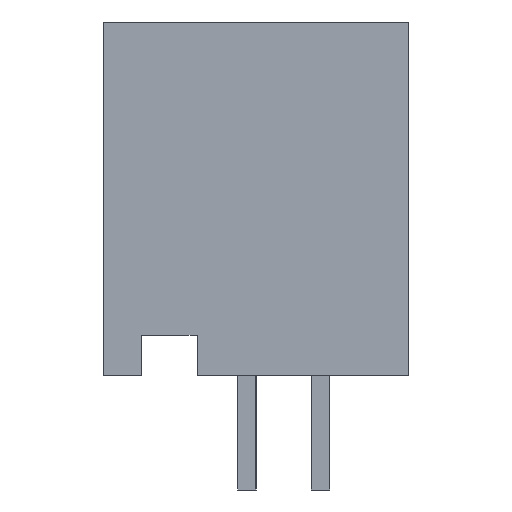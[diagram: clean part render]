
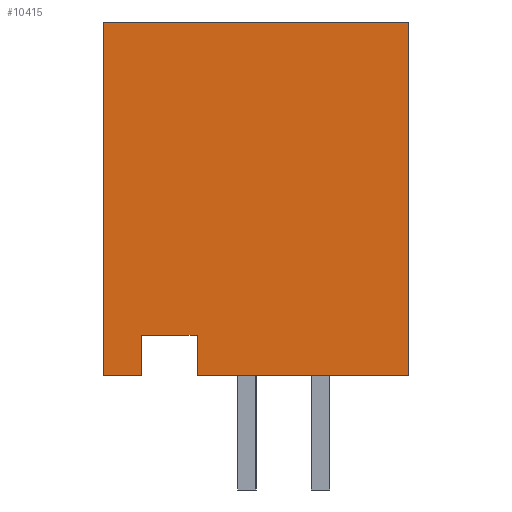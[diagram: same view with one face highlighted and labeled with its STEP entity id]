
A CAD part, left-side view. The second image highlights one B-rep face of the part: STEP entity #10415.
In plain terms, the highlighted planar face has unit normal (-1, 0, 0).
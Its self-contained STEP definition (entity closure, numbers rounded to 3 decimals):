
#667 = PLANE('',#668);
#668 = AXIS2_PLACEMENT_3D('',#669,#670,#671);
#669 = CARTESIAN_POINT('',(-2.,3.9,9.6));
#670 = DIRECTION('',(0.,-1.,0.));
#671 = DIRECTION('',(0.,0.,1.));
#831 = PLANE('',#832);
#832 = AXIS2_PLACEMENT_3D('',#833,#834,#835);
#833 = CARTESIAN_POINT('',(-2.,1.35,0.));
#834 = DIRECTION('',(0.,0.,1.));
#835 = DIRECTION('',(0.,1.,0.));
#2680 = VERTEX_POINT('',#2681);
#2681 = CARTESIAN_POINT('',(-2.,-4.4,0.));
#2695 = PLANE('',#2696);
#2696 = AXIS2_PLACEMENT_3D('',#2697,#2698,#2699);
#2697 = CARTESIAN_POINT('',(-2.,-4.4,9.6));
#2698 = DIRECTION('',(0.,1.,0.));
#2699 = DIRECTION('',(-1.,0.,0.));
#2707 = EDGE_CURVE('',#2708,#2680,#2710,.T.);
#2708 = VERTEX_POINT('',#2709);
#2709 = CARTESIAN_POINT('',(-2.,1.35,0.));
#2710 = SURFACE_CURVE('',#2711,(#2715,#2722),.PCURVE_S1.);
#2711 = LINE('',#2712,#2713);
#2712 = CARTESIAN_POINT('',(-2.,1.35,0.));
#2713 = VECTOR('',#2714,1.);
#2714 = DIRECTION('',(0.,-1.,0.));
#2715 = PCURVE('',#831,#2716);
#2716 = DEFINITIONAL_REPRESENTATION('',(#2717),#2721);
#2717 = LINE('',#2718,#2719);
#2718 = CARTESIAN_POINT('',(0.,0.));
#2719 = VECTOR('',#2720,1.);
#2720 = DIRECTION('',(-1.,0.));
#2721 = ( GEOMETRIC_REPRESENTATION_CONTEXT(2) 
PARAMETRIC_REPRESENTATION_CONTEXT() REPRESENTATION_CONTEXT('2D SPACE',''
  ) );
#2722 = PCURVE('',#2723,#2728);
#2723 = PLANE('',#2724);
#2724 = AXIS2_PLACEMENT_3D('',#2725,#2726,#2727);
#2725 = CARTESIAN_POINT('',(-2.,3.9,9.6));
#2726 = DIRECTION('',(-1.,0.,0.));
#2727 = DIRECTION('',(0.,-1.,0.));
#2728 = DEFINITIONAL_REPRESENTATION('',(#2729),#2733);
#2729 = LINE('',#2730,#2731);
#2730 = CARTESIAN_POINT('',(2.55,-9.6));
#2731 = VECTOR('',#2732,1.);
#2732 = DIRECTION('',(1.,0.));
#2733 = ( GEOMETRIC_REPRESENTATION_CONTEXT(2) 
PARAMETRIC_REPRESENTATION_CONTEXT() REPRESENTATION_CONTEXT('2D SPACE',''
  ) );
#2749 = PLANE('',#2750);
#2750 = AXIS2_PLACEMENT_3D('',#2751,#2752,#2753);
#2751 = CARTESIAN_POINT('',(-2.,1.35,0.));
#2752 = DIRECTION('',(0.,-1.,0.));
#2753 = DIRECTION('',(1.,0.,0.));
#8746 = PLANE('',#8747);
#8747 = AXIS2_PLACEMENT_3D('',#8748,#8749,#8750);
#8748 = CARTESIAN_POINT('',(-2.,3.9,9.6));
#8749 = DIRECTION('',(0.,0.,-1.));
#8750 = DIRECTION('',(0.,-1.,0.));
#8794 = VERTEX_POINT('',#8795);
#8795 = CARTESIAN_POINT('',(-2.,3.9,9.6));
#8816 = EDGE_CURVE('',#8817,#8794,#8819,.T.);
#8817 = VERTEX_POINT('',#8818);
#8818 = CARTESIAN_POINT('',(-2.,-4.4,9.6));
#8819 = SURFACE_CURVE('',#8820,(#8824,#8831),.PCURVE_S1.);
#8820 = LINE('',#8821,#8822);
#8821 = CARTESIAN_POINT('',(-2.,3.9,9.6));
#8822 = VECTOR('',#8823,1.);
#8823 = DIRECTION('',(0.,1.,0.));
#8824 = PCURVE('',#8746,#8825);
#8825 = DEFINITIONAL_REPRESENTATION('',(#8826),#8830);
#8826 = LINE('',#8827,#8828);
#8827 = CARTESIAN_POINT('',(0.,0.));
#8828 = VECTOR('',#8829,1.);
#8829 = DIRECTION('',(-1.,0.));
#8830 = ( GEOMETRIC_REPRESENTATION_CONTEXT(2) 
PARAMETRIC_REPRESENTATION_CONTEXT() REPRESENTATION_CONTEXT('2D SPACE',''
  ) );
#8831 = PCURVE('',#2723,#8832);
#8832 = DEFINITIONAL_REPRESENTATION('',(#8833),#8837);
#8833 = LINE('',#8834,#8835);
#8834 = CARTESIAN_POINT('',(0.,0.));
#8835 = VECTOR('',#8836,1.);
#8836 = DIRECTION('',(-1.,0.));
#8837 = ( GEOMETRIC_REPRESENTATION_CONTEXT(2) 
PARAMETRIC_REPRESENTATION_CONTEXT() REPRESENTATION_CONTEXT('2D SPACE',''
  ) );
#9800 = VERTEX_POINT('',#9801);
#9801 = CARTESIAN_POINT('',(-2.,3.9,0.));
#9815 = PLANE('',#9816);
#9816 = AXIS2_PLACEMENT_3D('',#9817,#9818,#9819);
#9817 = CARTESIAN_POINT('',(-2.,3.9,0.));
#9818 = DIRECTION('',(0.,0.,1.));
#9819 = DIRECTION('',(0.,1.,0.));
#9827 = EDGE_CURVE('',#8794,#9800,#9828,.T.);
#9828 = SURFACE_CURVE('',#9829,(#9833,#9840),.PCURVE_S1.);
#9829 = LINE('',#9830,#9831);
#9830 = CARTESIAN_POINT('',(-2.,3.9,9.6));
#9831 = VECTOR('',#9832,1.);
#9832 = DIRECTION('',(0.,0.,-1.));
#9833 = PCURVE('',#667,#9834);
#9834 = DEFINITIONAL_REPRESENTATION('',(#9835),#9839);
#9835 = LINE('',#9836,#9837);
#9836 = CARTESIAN_POINT('',(0.,0.));
#9837 = VECTOR('',#9838,1.);
#9838 = DIRECTION('',(-1.,0.));
#9839 = ( GEOMETRIC_REPRESENTATION_CONTEXT(2) 
PARAMETRIC_REPRESENTATION_CONTEXT() REPRESENTATION_CONTEXT('2D SPACE',''
  ) );
#9840 = PCURVE('',#2723,#9841);
#9841 = DEFINITIONAL_REPRESENTATION('',(#9842),#9846);
#9842 = LINE('',#9843,#9844);
#9843 = CARTESIAN_POINT('',(0.,0.));
#9844 = VECTOR('',#9845,1.);
#9845 = DIRECTION('',(0.,-1.));
#9846 = ( GEOMETRIC_REPRESENTATION_CONTEXT(2) 
PARAMETRIC_REPRESENTATION_CONTEXT() REPRESENTATION_CONTEXT('2D SPACE',''
  ) );
#9897 = VERTEX_POINT('',#9898);
#9898 = CARTESIAN_POINT('',(-2.,2.85,0.));
#9912 = PLANE('',#9913);
#9913 = AXIS2_PLACEMENT_3D('',#9914,#9915,#9916);
#9914 = CARTESIAN_POINT('',(-2.,2.85,0.));
#9915 = DIRECTION('',(0.,1.,0.));
#9916 = DIRECTION('',(-1.,0.,0.));
#9924 = EDGE_CURVE('',#9800,#9897,#9925,.T.);
#9925 = SURFACE_CURVE('',#9926,(#9930,#9937),.PCURVE_S1.);
#9926 = LINE('',#9927,#9928);
#9927 = CARTESIAN_POINT('',(-2.,3.9,0.));
#9928 = VECTOR('',#9929,1.);
#9929 = DIRECTION('',(0.,-1.,0.));
#9930 = PCURVE('',#9815,#9931);
#9931 = DEFINITIONAL_REPRESENTATION('',(#9932),#9936);
#9932 = LINE('',#9933,#9934);
#9933 = CARTESIAN_POINT('',(0.,0.));
#9934 = VECTOR('',#9935,1.);
#9935 = DIRECTION('',(-1.,0.));
#9936 = ( GEOMETRIC_REPRESENTATION_CONTEXT(2) 
PARAMETRIC_REPRESENTATION_CONTEXT() REPRESENTATION_CONTEXT('2D SPACE',''
  ) );
#9937 = PCURVE('',#2723,#9938);
#9938 = DEFINITIONAL_REPRESENTATION('',(#9939),#9943);
#9939 = LINE('',#9940,#9941);
#9940 = CARTESIAN_POINT('',(0.,-9.6));
#9941 = VECTOR('',#9942,1.);
#9942 = DIRECTION('',(1.,0.));
#9943 = ( GEOMETRIC_REPRESENTATION_CONTEXT(2) 
PARAMETRIC_REPRESENTATION_CONTEXT() REPRESENTATION_CONTEXT('2D SPACE',''
  ) );
#9973 = VERTEX_POINT('',#9974);
#9974 = CARTESIAN_POINT('',(-2.,2.85,1.1));
#9988 = PLANE('',#9989);
#9989 = AXIS2_PLACEMENT_3D('',#9990,#9991,#9992);
#9990 = CARTESIAN_POINT('',(-2.,2.85,1.1));
#9991 = DIRECTION('',(0.,0.,1.));
#9992 = DIRECTION('',(0.,1.,0.));
#10000 = EDGE_CURVE('',#9897,#9973,#10001,.T.);
#10001 = SURFACE_CURVE('',#10002,(#10006,#10013),.PCURVE_S1.);
#10002 = LINE('',#10003,#10004);
#10003 = CARTESIAN_POINT('',(-2.,2.85,0.));
#10004 = VECTOR('',#10005,1.);
#10005 = DIRECTION('',(0.,0.,1.));
#10006 = PCURVE('',#9912,#10007);
#10007 = DEFINITIONAL_REPRESENTATION('',(#10008),#10012);
#10008 = LINE('',#10009,#10010);
#10009 = CARTESIAN_POINT('',(0.,0.));
#10010 = VECTOR('',#10011,1.);
#10011 = DIRECTION('',(0.,1.));
#10012 = ( GEOMETRIC_REPRESENTATION_CONTEXT(2) 
PARAMETRIC_REPRESENTATION_CONTEXT() REPRESENTATION_CONTEXT('2D SPACE',''
  ) );
#10013 = PCURVE('',#2723,#10014);
#10014 = DEFINITIONAL_REPRESENTATION('',(#10015),#10019);
#10015 = LINE('',#10016,#10017);
#10016 = CARTESIAN_POINT('',(1.05,-9.6));
#10017 = VECTOR('',#10018,1.);
#10018 = DIRECTION('',(0.,1.));
#10019 = ( GEOMETRIC_REPRESENTATION_CONTEXT(2) 
PARAMETRIC_REPRESENTATION_CONTEXT() REPRESENTATION_CONTEXT('2D SPACE',''
  ) );
#10049 = VERTEX_POINT('',#10050);
#10050 = CARTESIAN_POINT('',(-2.,1.35,1.1));
#10071 = EDGE_CURVE('',#9973,#10049,#10072,.T.);
#10072 = SURFACE_CURVE('',#10073,(#10077,#10084),.PCURVE_S1.);
#10073 = LINE('',#10074,#10075);
#10074 = CARTESIAN_POINT('',(-2.,2.85,1.1));
#10075 = VECTOR('',#10076,1.);
#10076 = DIRECTION('',(0.,-1.,0.));
#10077 = PCURVE('',#9988,#10078);
#10078 = DEFINITIONAL_REPRESENTATION('',(#10079),#10083);
#10079 = LINE('',#10080,#10081);
#10080 = CARTESIAN_POINT('',(0.,0.));
#10081 = VECTOR('',#10082,1.);
#10082 = DIRECTION('',(-1.,0.));
#10083 = ( GEOMETRIC_REPRESENTATION_CONTEXT(2) 
PARAMETRIC_REPRESENTATION_CONTEXT() REPRESENTATION_CONTEXT('2D SPACE',''
  ) );
#10084 = PCURVE('',#2723,#10085);
#10085 = DEFINITIONAL_REPRESENTATION('',(#10086),#10090);
#10086 = LINE('',#10087,#10088);
#10087 = CARTESIAN_POINT('',(1.05,-8.5));
#10088 = VECTOR('',#10089,1.);
#10089 = DIRECTION('',(1.,0.));
#10090 = ( GEOMETRIC_REPRESENTATION_CONTEXT(2) 
PARAMETRIC_REPRESENTATION_CONTEXT() REPRESENTATION_CONTEXT('2D SPACE',''
  ) );
#10118 = EDGE_CURVE('',#10049,#2708,#10119,.T.);
#10119 = SURFACE_CURVE('',#10120,(#10124,#10131),.PCURVE_S1.);
#10120 = LINE('',#10121,#10122);
#10121 = CARTESIAN_POINT('',(-2.,1.35,0.));
#10122 = VECTOR('',#10123,1.);
#10123 = DIRECTION('',(0.,0.,-1.));
#10124 = PCURVE('',#2749,#10125);
#10125 = DEFINITIONAL_REPRESENTATION('',(#10126),#10130);
#10126 = LINE('',#10127,#10128);
#10127 = CARTESIAN_POINT('',(0.,0.));
#10128 = VECTOR('',#10129,1.);
#10129 = DIRECTION('',(0.,-1.));
#10130 = ( GEOMETRIC_REPRESENTATION_CONTEXT(2) 
PARAMETRIC_REPRESENTATION_CONTEXT() REPRESENTATION_CONTEXT('2D SPACE',''
  ) );
#10131 = PCURVE('',#2723,#10132);
#10132 = DEFINITIONAL_REPRESENTATION('',(#10133),#10137);
#10133 = LINE('',#10134,#10135);
#10134 = CARTESIAN_POINT('',(2.55,-9.6));
#10135 = VECTOR('',#10136,1.);
#10136 = DIRECTION('',(0.,-1.));
#10137 = ( GEOMETRIC_REPRESENTATION_CONTEXT(2) 
PARAMETRIC_REPRESENTATION_CONTEXT() REPRESENTATION_CONTEXT('2D SPACE',''
  ) );
#10190 = EDGE_CURVE('',#2680,#8817,#10191,.T.);
#10191 = SURFACE_CURVE('',#10192,(#10196,#10203),.PCURVE_S1.);
#10192 = LINE('',#10193,#10194);
#10193 = CARTESIAN_POINT('',(-2.,-4.4,9.6));
#10194 = VECTOR('',#10195,1.);
#10195 = DIRECTION('',(0.,0.,1.));
#10196 = PCURVE('',#2695,#10197);
#10197 = DEFINITIONAL_REPRESENTATION('',(#10198),#10202);
#10198 = LINE('',#10199,#10200);
#10199 = CARTESIAN_POINT('',(0.,0.));
#10200 = VECTOR('',#10201,1.);
#10201 = DIRECTION('',(0.,1.));
#10202 = ( GEOMETRIC_REPRESENTATION_CONTEXT(2) 
PARAMETRIC_REPRESENTATION_CONTEXT() REPRESENTATION_CONTEXT('2D SPACE',''
  ) );
#10203 = PCURVE('',#2723,#10204);
#10204 = DEFINITIONAL_REPRESENTATION('',(#10205),#10209);
#10205 = LINE('',#10206,#10207);
#10206 = CARTESIAN_POINT('',(8.3,0.));
#10207 = VECTOR('',#10208,1.);
#10208 = DIRECTION('',(0.,1.));
#10209 = ( GEOMETRIC_REPRESENTATION_CONTEXT(2) 
PARAMETRIC_REPRESENTATION_CONTEXT() REPRESENTATION_CONTEXT('2D SPACE',''
  ) );
#10415 = ADVANCED_FACE('',(#10416),#2723,.T.);
#10416 = FACE_BOUND('',#10417,.T.);
#10417 = EDGE_LOOP('',(#10418,#10419,#10420,#10421,#10422,#10423,#10424,
    #10425));
#10418 = ORIENTED_EDGE('',*,*,#9827,.T.);
#10419 = ORIENTED_EDGE('',*,*,#9924,.T.);
#10420 = ORIENTED_EDGE('',*,*,#10000,.T.);
#10421 = ORIENTED_EDGE('',*,*,#10071,.T.);
#10422 = ORIENTED_EDGE('',*,*,#10118,.T.);
#10423 = ORIENTED_EDGE('',*,*,#2707,.T.);
#10424 = ORIENTED_EDGE('',*,*,#10190,.T.);
#10425 = ORIENTED_EDGE('',*,*,#8816,.T.);
